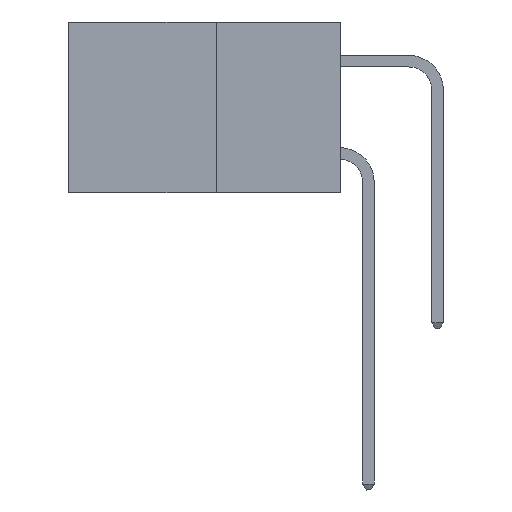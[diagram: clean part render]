
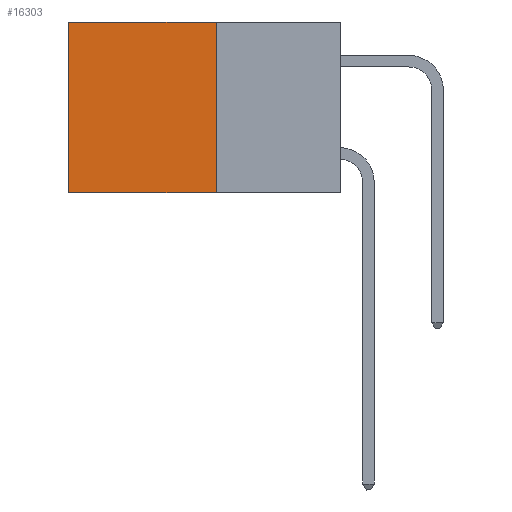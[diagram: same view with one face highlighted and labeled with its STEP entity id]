
A CAD part, left-side view. The second image highlights one B-rep face of the part: STEP entity #16303.
In plain terms, the highlighted planar face has unit normal (-1, 0, 0).
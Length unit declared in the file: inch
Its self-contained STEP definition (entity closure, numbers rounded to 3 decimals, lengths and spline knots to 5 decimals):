
#845 = ORIENTED_EDGE ( 'NONE', *, *, #13205, .T. ) ;
#921 = LINE ( 'NONE', #15081, #5685 ) ;
#1303 = LINE ( 'NONE', #14877, #6073 ) ;
#2623 = DIRECTION ( 'NONE',  ( 0., 0., -1. ) ) ;
#2978 = LINE ( 'NONE', #4205, #20947 ) ;
#4068 = CARTESIAN_POINT ( 'NONE',  ( 0.277, 0.27, -0.37 ) ) ;
#4205 = CARTESIAN_POINT ( 'NONE',  ( 0.277, 0.27, 0. ) ) ;
#5685 = VECTOR ( 'NONE', #13341, 39.37008 ) ;
#5778 = VERTEX_POINT ( 'NONE', #18703 ) ;
#6073 = VECTOR ( 'NONE', #2623, 39.37008 ) ;
#6560 = ORIENTED_EDGE ( 'NONE', *, *, #21751, .F. ) ;
#6779 = VERTEX_POINT ( 'NONE', #11054 ) ;
#6785 = PLANE ( 'NONE',  #15946 ) ;
#7163 = VERTEX_POINT ( 'NONE', #13100 ) ;
#7326 = VERTEX_POINT ( 'NONE', #4068 ) ;
#10278 = DIRECTION ( 'NONE',  ( 0., 0., -1. ) ) ;
#11054 = CARTESIAN_POINT ( 'NONE',  ( 0.277, 0.27, 0. ) ) ;
#12998 = LINE ( 'NONE', #16839, #21593 ) ;
#13100 = CARTESIAN_POINT ( 'NONE',  ( 0.277, 0.59, 0. ) ) ;
#13137 = EDGE_CURVE ( 'NONE', #6779, #7163, #2978, .T. ) ;
#13205 = EDGE_CURVE ( 'NONE', #7163, #5778, #1303, .T. ) ;
#13341 = DIRECTION ( 'NONE',  ( 0., 0., -1. ) ) ;
#14857 = FACE_OUTER_BOUND ( 'NONE', #20027, .T. ) ;
#14877 = CARTESIAN_POINT ( 'NONE',  ( 0.277, 0.59, -0.37 ) ) ;
#14885 = ORIENTED_EDGE ( 'NONE', *, *, #13137, .T. ) ;
#15081 = CARTESIAN_POINT ( 'NONE',  ( 0.277, 0.27, -0.37 ) ) ;
#15946 = AXIS2_PLACEMENT_3D ( 'NONE', #18900, #20582, #10278 ) ;
#16303 = ADVANCED_FACE ( 'NONE', ( #14857 ), #6785, .F. ) ;
#16839 = CARTESIAN_POINT ( 'NONE',  ( 0.277, 0.27, -0.37 ) ) ;
#18148 = DIRECTION ( 'NONE',  ( 0., 1., 0. ) ) ;
#18703 = CARTESIAN_POINT ( 'NONE',  ( 0.277, 0.59, -0.37 ) ) ;
#18900 = CARTESIAN_POINT ( 'NONE',  ( 0.277, 0.27, -0.37 ) ) ;
#18991 = ORIENTED_EDGE ( 'NONE', *, *, #21081, .F. ) ;
#20027 = EDGE_LOOP ( 'NONE', ( #845, #6560, #18991, #14885 ) ) ;
#20582 = DIRECTION ( 'NONE',  ( 1., 0., 0. ) ) ;
#20947 = VECTOR ( 'NONE', #18148, 39.37008 ) ;
#21081 = EDGE_CURVE ( 'NONE', #6779, #7326, #921, .T. ) ;
#21593 = VECTOR ( 'NONE', #21865, 39.37008 ) ;
#21751 = EDGE_CURVE ( 'NONE', #7326, #5778, #12998, .T. ) ;
#21865 = DIRECTION ( 'NONE',  ( 0., 1., 0. ) ) ;
